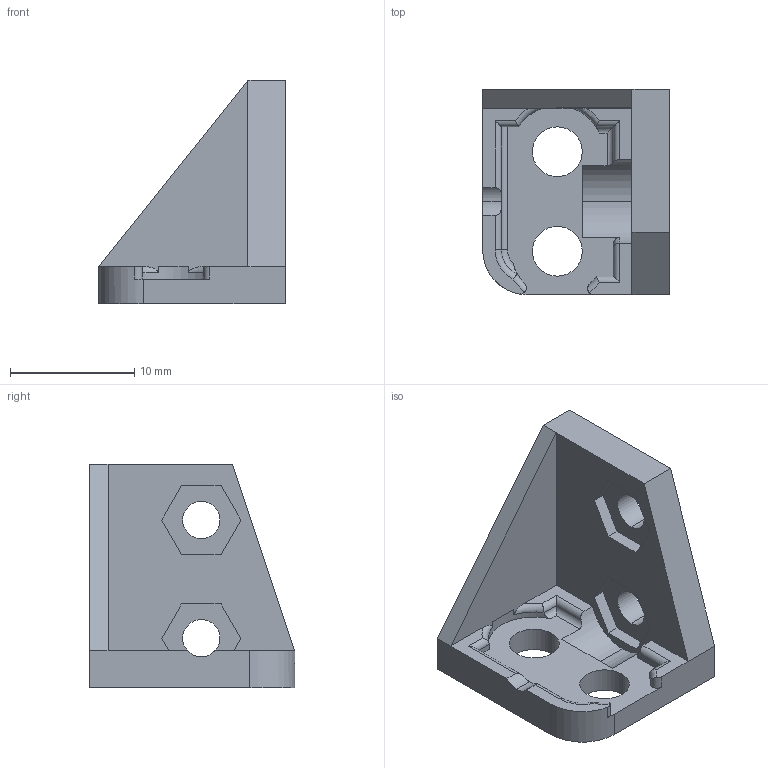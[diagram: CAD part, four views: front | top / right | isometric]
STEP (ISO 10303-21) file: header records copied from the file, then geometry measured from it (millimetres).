
FILE_DESCRIPTION (( 'STEP AP203' ), '1' );
FILE_NAME ('Endstop Mount.STEP', '2013-08-02T09:30:05', ( '' ), ( '' ), 'SwSTEP 2.0', 'SolidWorks 2011', '' );
FILE_SCHEMA (( 'CONFIG_CONTROL_DESIGN' ));
Length unit declared in the file: millimetre
Products named in the file (1): Endstop Mount
Bounding box: 15 x 16.5 x 18 mm (x, y, z)
Volume: 1156.7 mm3; surface area: 1466.6 mm2
Topology: 1 solids, 1 shells, 80 faces, 208 edges, 134 vertices
Faces by surface type: plane 45, cylinder 28, torus 7
Entity records: 2608 total; most frequent: CARTESIAN_POINT 553, ORIENTED_EDGE 416, DIRECTION 399, EDGE_CURVE 208, VECTOR 139, LINE 139, VERTEX_POINT 134, AXIS2_PLACEMENT_3D 130
